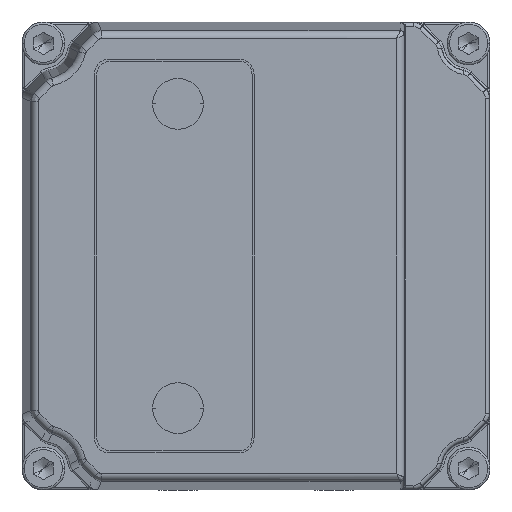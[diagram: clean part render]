
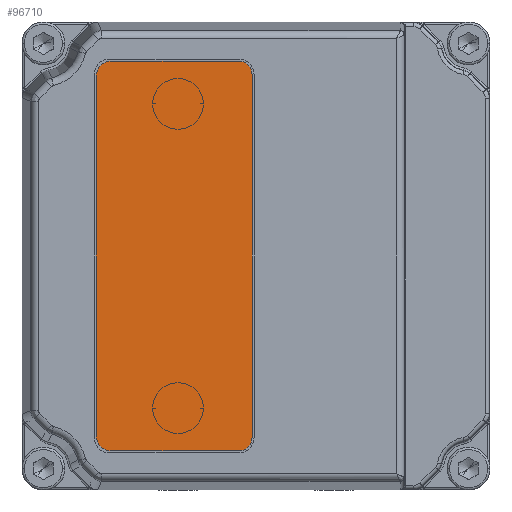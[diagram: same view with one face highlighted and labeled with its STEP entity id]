
A CAD part, front view. The second image highlights one B-rep face of the part: STEP entity #96710.
In plain terms, the highlighted face is planar.
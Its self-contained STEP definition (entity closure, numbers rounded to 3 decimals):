
#96551=CARTESIAN_POINT('',(8.25,23.25,-0.05));
#96552=DIRECTION('',(0.,0.,1.));
#96553=DIRECTION('',(1.,0.,0.));
#96554=AXIS2_PLACEMENT_3D('',#96551,#96552,#96553);
#96556=CARTESIAN_POINT('',(-8.,23.,-0.05));
#96557=DIRECTION('',(0.,0.,1.));
#96558=DIRECTION('',(0.,1.,0.));
#96559=AXIS2_PLACEMENT_3D('',#96556,#96557,#96558);
#96561=CARTESIAN_POINT('',(-8.,-23.,-0.05));
#96562=DIRECTION('',(0.,0.,1.));
#96563=DIRECTION('',(-1.,0.,0.));
#96564=AXIS2_PLACEMENT_3D('',#96561,#96562,#96563);
#96566=CARTESIAN_POINT('',(8.25,-23.25,-0.05));
#96567=DIRECTION('',(0.,0.,1.));
#96568=DIRECTION('',(0.,-1.,0.));
#96569=AXIS2_PLACEMENT_3D('',#96566,#96567,#96568);
#96579=DIRECTION('',(0.,-1.,0.));
#96580=VECTOR('',#96579,46.5);
#96581=CARTESIAN_POINT('',(10.,23.25,-0.05));
#96582=LINE('',#96581,#96580);
#96591=DIRECTION('',(-1.,0.,0.));
#96592=VECTOR('',#96591,16.25);
#96593=CARTESIAN_POINT('',(8.25,-25.,-0.05));
#96594=LINE('',#96593,#96592);
#96603=DIRECTION('',(0.,1.,0.));
#96604=VECTOR('',#96603,46.);
#96605=CARTESIAN_POINT('',(-10.,-23.,-0.05));
#96606=LINE('',#96605,#96604);
#96615=DIRECTION('',(1.,0.,0.));
#96616=VECTOR('',#96615,16.25);
#96617=CARTESIAN_POINT('',(-8.,25.,-0.05));
#96618=LINE('',#96617,#96616);
#96655=CARTESIAN_POINT('',(10.,23.25,-0.05));
#96656=CARTESIAN_POINT('',(8.25,25.,-0.05));
#96657=VERTEX_POINT('',#96655);
#96658=VERTEX_POINT('',#96656);
#96659=CARTESIAN_POINT('',(-8.,25.,-0.05));
#96660=VERTEX_POINT('',#96659);
#96661=CARTESIAN_POINT('',(-10.,23.,-0.05));
#96662=VERTEX_POINT('',#96661);
#96663=CARTESIAN_POINT('',(-10.,-23.,-0.05));
#96664=VERTEX_POINT('',#96663);
#96665=CARTESIAN_POINT('',(-8.,-25.,-0.05));
#96666=VERTEX_POINT('',#96665);
#96667=CARTESIAN_POINT('',(8.25,-25.,-0.05));
#96668=VERTEX_POINT('',#96667);
#96669=CARTESIAN_POINT('',(10.,-23.25,-0.05));
#96670=VERTEX_POINT('',#96669);
#96687=CARTESIAN_POINT('',(0.,0.,-0.05));
#96688=DIRECTION('',(0.,0.,1.));
#96689=DIRECTION('',(1.,0.,0.));
#96690=AXIS2_PLACEMENT_3D('',#96687,#96688,#96689);
#96691=PLANE('',#96690);
#96693=ORIENTED_EDGE('',*,*,#96692,.T.);
#96695=ORIENTED_EDGE('',*,*,#96694,.F.);
#96697=ORIENTED_EDGE('',*,*,#96696,.T.);
#96699=ORIENTED_EDGE('',*,*,#96698,.F.);
#96701=ORIENTED_EDGE('',*,*,#96700,.T.);
#96703=ORIENTED_EDGE('',*,*,#96702,.F.);
#96705=ORIENTED_EDGE('',*,*,#96704,.T.);
#96707=ORIENTED_EDGE('',*,*,#96706,.F.);
#96708=EDGE_LOOP('',(#96693,#96695,#96697,#96699,#96701,#96703,#96705,#96707));
#96709=FACE_OUTER_BOUND('',#96708,.F.);
#96710=ADVANCED_FACE('',(#96709),#96691,.F.);
#96555=CIRCLE('',#96554,1.75);
#96560=CIRCLE('',#96559,2.);
#96565=CIRCLE('',#96564,2.);
#96570=CIRCLE('',#96569,1.75);
#96692=EDGE_CURVE('',#96657,#96658,#96555,.T.);
#96694=EDGE_CURVE('',#96660,#96658,#96618,.T.);
#96696=EDGE_CURVE('',#96660,#96662,#96560,.T.);
#96698=EDGE_CURVE('',#96664,#96662,#96606,.T.);
#96700=EDGE_CURVE('',#96664,#96666,#96565,.T.);
#96702=EDGE_CURVE('',#96668,#96666,#96594,.T.);
#96704=EDGE_CURVE('',#96668,#96670,#96570,.T.);
#96706=EDGE_CURVE('',#96657,#96670,#96582,.T.);
